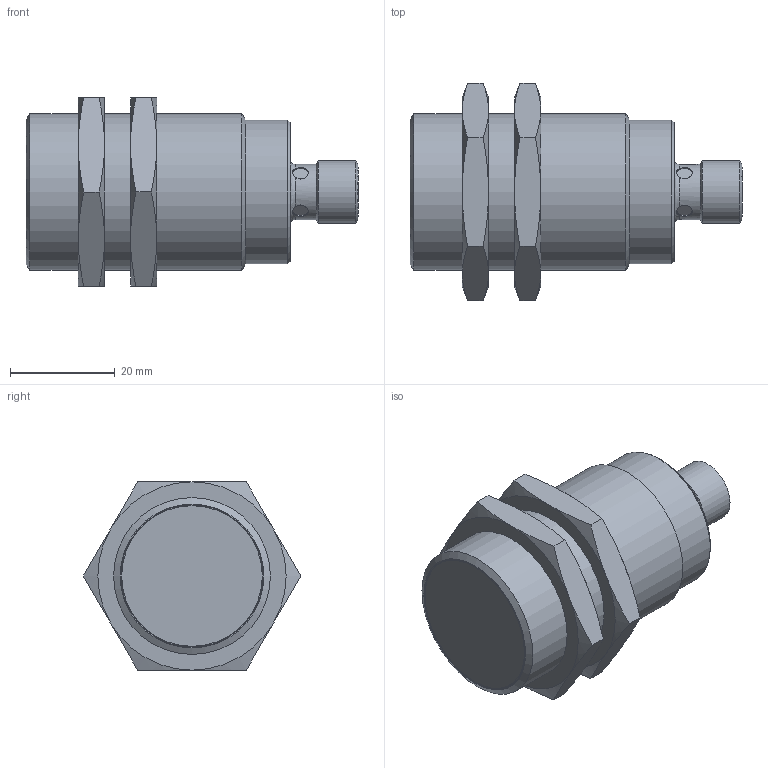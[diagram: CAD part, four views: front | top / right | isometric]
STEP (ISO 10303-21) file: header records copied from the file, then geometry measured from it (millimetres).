
FILE_DESCRIPTION (( 'STEP AP214' ), '1' );
FILE_NAME ('DW-AS-604-M30-002.STEP', '2020-10-01T15:43:56', ( '' ), ( '' ), 'SwSTEP 2.0', 'SolidWorks 2019', '' );
FILE_SCHEMA (( 'AUTOMOTIVE_DESIGN' ));
Length unit declared in the file: inch
Products named in the file (1): DW-AS-604-M30-002
Bounding box: 63.5 x 41.57 x 36 mm (x, y, z)
Volume: 39524.2 mm3; surface area: 8627.8 mm2
Topology: 1 solids, 1 shells, 85 faces, 198 edges, 119 vertices
Faces by surface type: cone 30, plane 29, cylinder 20, bspline 6
Full cylindrical faces by diameter (mm): 1 x4, 3 x4, 8.5 x1, 10.55 x1, 12 x1, 26.9 x1, 27.13 x1, 27.3 x1, 27.5 x1, 30 x3
Entity records: 2510 total; most frequent: CARTESIAN_POINT 864, DIRECTION 322, ORIENTED_EDGE 298, AXIS2_PLACEMENT_3D 151, EDGE_CURVE 149, EDGE_LOOP 123, FACE_OUTER_BOUND 104, VERTEX_POINT 104
